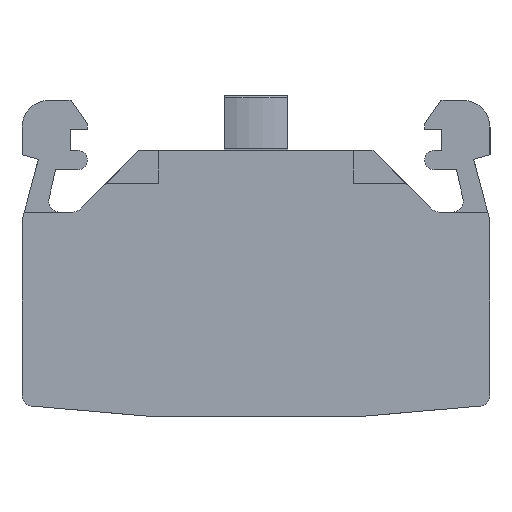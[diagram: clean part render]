
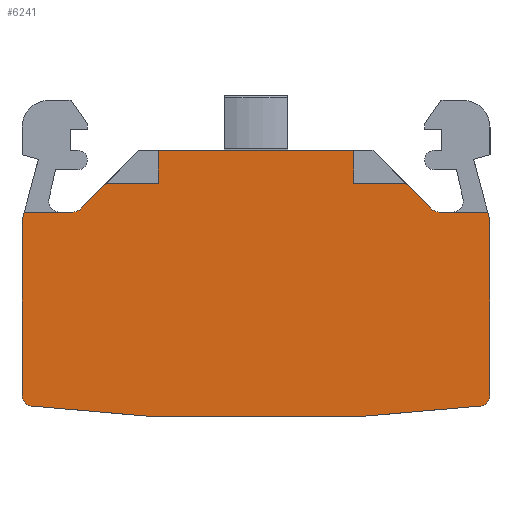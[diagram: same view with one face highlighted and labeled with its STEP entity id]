
A CAD part, front view. The second image highlights one B-rep face of the part: STEP entity #6241.
In plain terms, the highlighted planar face has unit normal (0, -1, 0).
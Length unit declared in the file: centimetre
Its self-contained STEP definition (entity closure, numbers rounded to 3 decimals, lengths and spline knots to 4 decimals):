
#286=PLANE($,#6642);
#604=FACE_OUTER_BOUND($,#930,.T.);
#930=EDGE_LOOP($,(#5442,#5443,#5444,#5445,#5446,#5447,#5448,#5449,#5450,
#5451,#5452,#5453,#5454,#5455,#5456,#5457,#5458,#5459,#5460,#5461));
#1540=LINE($,#9561,#2303);
#1551=LINE($,#9581,#2314);
#1557=LINE($,#9592,#2320);
#1561=LINE($,#9601,#2324);
#1577=LINE($,#9631,#2340);
#1605=LINE($,#9688,#2368);
#1608=LINE($,#9695,#2371);
#1610=LINE($,#9699,#2373);
#1638=LINE($,#9767,#2401);
#1643=LINE($,#9776,#2406);
#1663=LINE($,#9815,#2426);
#1666=LINE($,#9825,#2429);
#1668=LINE($,#9829,#2431);
#1675=LINE($,#9843,#2438);
#1677=LINE($,#9849,#2440);
#1679=LINE($,#9855,#2442);
#2303=VECTOR($,#7820,1.113);
#2314=VECTOR($,#7835,2.);
#2320=VECTOR($,#7845,1.113);
#2324=VECTOR($,#7851,0.31);
#2340=VECTOR($,#7877,1.84);
#2368=VECTOR($,#7927,0.49);
#2371=VECTOR($,#7934,0.31);
#2373=VECTOR($,#7938,0.49);
#2401=VECTOR($,#7986,0.3404);
#2406=VECTOR($,#7995,0.0828);
#2426=VECTOR($,#8051,1.6434);
#2429=VECTOR($,#8064,1.6434);
#2431=VECTOR($,#8068,0.0828);
#2438=VECTOR($,#8087,0.4571);
#2440=VECTOR($,#8095,0.3404);
#2442=VECTOR($,#8103,0.4571);
#2555=CIRCLE($,#6623,0.1);
#2556=CIRCLE($,#6625,0.1);
#2557=CIRCLE($,#6635,0.1);
#2558=CIRCLE($,#6638,0.1);
#2997=VERTEX_POINT($,#9558);
#2998=VERTEX_POINT($,#9560);
#3005=VERTEX_POINT($,#9579);
#3008=VERTEX_POINT($,#9590);
#3011=VERTEX_POINT($,#9598);
#3012=VERTEX_POINT($,#9600);
#3021=VERTEX_POINT($,#9630);
#3039=VERTEX_POINT($,#9686);
#3041=VERTEX_POINT($,#9694);
#3042=VERTEX_POINT($,#9698);
#3072=VERTEX_POINT($,#9765);
#3073=VERTEX_POINT($,#9772);
#3074=VERTEX_POINT($,#9774);
#3075=VERTEX_POINT($,#9813);
#3076=VERTEX_POINT($,#9819);
#3077=VERTEX_POINT($,#9823);
#3078=VERTEX_POINT($,#9827);
#3079=VERTEX_POINT($,#9841);
#3080=VERTEX_POINT($,#9845);
#3081=VERTEX_POINT($,#9851);
#3746=EDGE_CURVE($,#2997,#2998,#1540,.T.);
#3757=EDGE_CURVE($,#3005,#2997,#1551,.T.);
#3763=EDGE_CURVE($,#3008,#3005,#1557,.T.);
#3767=EDGE_CURVE($,#3012,#3011,#1561,.T.);
#3783=EDGE_CURVE($,#3012,#3021,#1577,.T.);
#3813=EDGE_CURVE($,#3011,#3039,#1605,.T.);
#3816=EDGE_CURVE($,#3041,#3021,#1608,.T.);
#3818=EDGE_CURVE($,#3042,#3041,#1610,.T.);
#3852=EDGE_CURVE($,#3072,#3039,#1638,.T.);
#3857=EDGE_CURVE($,#3074,#3073,#1643,.T.);
#3877=EDGE_CURVE($,#3075,#3074,#1663,.T.);
#3878=EDGE_CURVE($,#2998,#3075,#2555,.T.);
#3880=EDGE_CURVE($,#3076,#3008,#2556,.T.);
#3882=EDGE_CURVE($,#3077,#3076,#1666,.T.);
#3884=EDGE_CURVE($,#3078,#3077,#1668,.T.);
#3891=EDGE_CURVE($,#3079,#3078,#1675,.T.);
#3893=EDGE_CURVE($,#3080,#3079,#2557,.T.);
#3894=EDGE_CURVE($,#3042,#3080,#1677,.T.);
#3896=EDGE_CURVE($,#3081,#3072,#2558,.T.);
#3897=EDGE_CURVE($,#3081,#3073,#1679,.T.);
#5442=ORIENTED_EDGE($,*,*,#3813,.T.);
#5443=ORIENTED_EDGE($,*,*,#3852,.F.);
#5444=ORIENTED_EDGE($,*,*,#3896,.F.);
#5445=ORIENTED_EDGE($,*,*,#3897,.T.);
#5446=ORIENTED_EDGE($,*,*,#3857,.F.);
#5447=ORIENTED_EDGE($,*,*,#3877,.F.);
#5448=ORIENTED_EDGE($,*,*,#3878,.F.);
#5449=ORIENTED_EDGE($,*,*,#3746,.F.);
#5450=ORIENTED_EDGE($,*,*,#3757,.F.);
#5451=ORIENTED_EDGE($,*,*,#3763,.F.);
#5452=ORIENTED_EDGE($,*,*,#3880,.F.);
#5453=ORIENTED_EDGE($,*,*,#3882,.F.);
#5454=ORIENTED_EDGE($,*,*,#3884,.F.);
#5455=ORIENTED_EDGE($,*,*,#3891,.F.);
#5456=ORIENTED_EDGE($,*,*,#3893,.F.);
#5457=ORIENTED_EDGE($,*,*,#3894,.F.);
#5458=ORIENTED_EDGE($,*,*,#3818,.T.);
#5459=ORIENTED_EDGE($,*,*,#3816,.T.);
#5460=ORIENTED_EDGE($,*,*,#3783,.F.);
#5461=ORIENTED_EDGE($,*,*,#3767,.T.);
#6241=ADVANCED_FACE($,(#604),#286,.F.);
#6623=AXIS2_PLACEMENT_3D($,#9817,#8054,#8055);
#6625=AXIS2_PLACEMENT_3D($,#9821,#8059,#8060);
#6635=AXIS2_PLACEMENT_3D($,#9847,#8091,#8092);
#6638=AXIS2_PLACEMENT_3D($,#9853,#8099,#8100);
#6642=AXIS2_PLACEMENT_3D($,#9859,#8109,#8110);
#7820=DIRECTION($,(-0.996,0.,0.087));
#7835=DIRECTION($,(-1.,0.,0.));
#7845=DIRECTION($,(-0.996,0.,-0.087));
#7851=DIRECTION($,(0.,0.,-1.));
#7877=DIRECTION($,(1.,0.,0.));
#7927=DIRECTION($,(-1.,0.,0.));
#7934=DIRECTION($,(0.,0.,1.));
#7938=DIRECTION($,(-1.,0.,0.));
#7986=DIRECTION($,(0.707,0.,0.707));
#7995=DIRECTION($,(0.259,0.,0.966));
#8051=DIRECTION($,(0.,0.,1.));
#8054=DIRECTION('center_axis',(0.,1.,0.));
#8055=DIRECTION('ref_axis',(-0.087,0.,-0.996));
#8059=DIRECTION('center_axis',(0.,1.,0.));
#8060=DIRECTION('ref_axis',(1.,0.,0.));
#8064=DIRECTION($,(0.,0.,-1.));
#8068=DIRECTION($,(0.259,0.,-0.966));
#8087=DIRECTION($,(1.,0.,0.));
#8091=DIRECTION('center_axis',(0.,-1.,0.));
#8092=DIRECTION('ref_axis',(0.,0.,
1.));
#8095=DIRECTION($,(0.707,0.,-0.707));
#8099=DIRECTION('center_axis',(0.,-1.,0.));
#8100=DIRECTION('ref_axis',(-0.707,0.,0.707));
#8103=DIRECTION($,(-1.,0.,0.));
#8109=DIRECTION('center_axis',(0.,1.,0.));
#8110=DIRECTION('ref_axis',(-1.,0.,0.));
#9558=CARTESIAN_POINT('',(-1.,0.,0.));
#9560=CARTESIAN_POINT('',(-2.1087,0.,0.097));
#9561=CARTESIAN_POINT($,(-1.,0.,0.));
#9579=CARTESIAN_POINT('',(1.,0.,0.));
#9581=CARTESIAN_POINT($,(1.,0.,0.));
#9590=CARTESIAN_POINT('',(2.1087,0.,0.097));
#9592=CARTESIAN_POINT($,(2.1087,0.,0.097));
#9598=CARTESIAN_POINT('',(-0.92,0.,2.19));
#9600=CARTESIAN_POINT('',(-0.92,0.,2.5));
#9601=CARTESIAN_POINT($,(-0.92,0.,1.8943));
#9630=CARTESIAN_POINT('',(0.92,0.,2.5));
#9631=CARTESIAN_POINT($,(-1.1,0.,2.5));
#9686=CARTESIAN_POINT('',(-1.41,0.,2.19));
#9688=CARTESIAN_POINT($,(-0.705,0.,2.19));
#9694=CARTESIAN_POINT('',(0.92,0.,2.19));
#9695=CARTESIAN_POINT($,(0.92,0.,2.0493));
#9698=CARTESIAN_POINT('',(1.41,0.,2.19));
#9699=CARTESIAN_POINT($,(0.46,0.,2.19));
#9765=CARTESIAN_POINT('',(-1.6507,0.,1.9493));
#9767=CARTESIAN_POINT($,(-1.6507,0.,1.9493));
#9772=CARTESIAN_POINT('',(-2.1786,0.,1.92));
#9774=CARTESIAN_POINT('',(-2.2,0.,1.84));
#9776=CARTESIAN_POINT($,(-2.2,0.,1.84));
#9813=CARTESIAN_POINT('',(-2.2,0.,0.1966));
#9815=CARTESIAN_POINT($,(-2.2,0.,0.1966));
#9817=CARTESIAN_POINT('Origin',(-2.1,0.,
0.1966));
#9819=CARTESIAN_POINT('',(2.2,0.,0.1966));
#9821=CARTESIAN_POINT('Origin',(2.1,0.,
0.1966));
#9823=CARTESIAN_POINT('',(2.2,0.,1.84));
#9825=CARTESIAN_POINT($,(2.2,0.,1.84));
#9827=CARTESIAN_POINT('',(2.1786,0.,1.92));
#9829=CARTESIAN_POINT($,(2.0455,0.,2.4168));
#9841=CARTESIAN_POINT('',(1.7214,0.,1.92));
#9843=CARTESIAN_POINT($,(1.7214,0.,1.92));
#9845=CARTESIAN_POINT('',(1.6507,0.,1.9493));
#9847=CARTESIAN_POINT('Origin',(1.7214,0.,
2.02));
#9849=CARTESIAN_POINT($,(1.1,0.,2.5));
#9851=CARTESIAN_POINT('',(-1.7214,0.,1.92));
#9853=CARTESIAN_POINT('Origin',(-1.7214,0.,
2.02));
#9855=CARTESIAN_POINT($,(-1.0893,0.,1.92));
#9859=CARTESIAN_POINT('Origin',(0.,0.,
1.5986));
